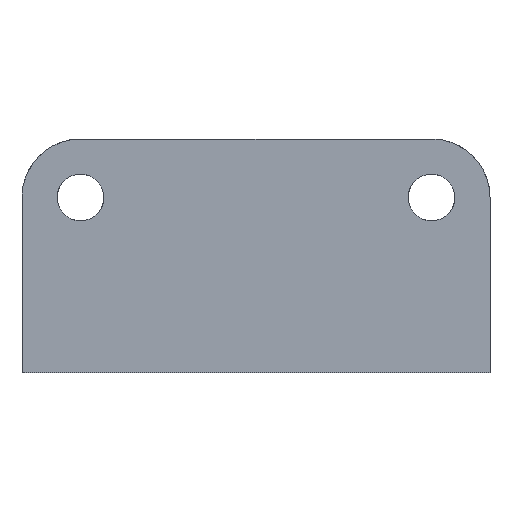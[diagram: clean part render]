
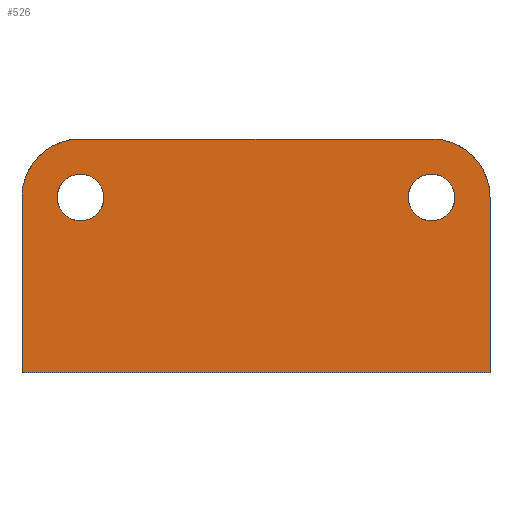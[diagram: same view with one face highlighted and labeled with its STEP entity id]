
A CAD part, front view. The second image highlights one B-rep face of the part: STEP entity #526.
In plain terms, the highlighted free-form (B-spline) face has degree [1, 1] with [2, 2] control points.
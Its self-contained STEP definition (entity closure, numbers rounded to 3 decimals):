
#22 = VERTEX_POINT('',#23);
#23 = CARTESIAN_POINT('',(-37.82,0.,17.649));
#41 = VERTEX_POINT('',#42);
#42 = CARTESIAN_POINT('',(-37.82,0.,7.564));
#47 = EDGE_CURVE('',#22,#41,#48,.T.);
#48 = ( BOUNDED_CURVE() B_SPLINE_CURVE(2,(#49,#50,#51,#52,#53),
.UNSPECIFIED.,.F.,.F.) B_SPLINE_CURVE_WITH_KNOTS((3,2,3),(3.142,
4.712,6.283),.PIECEWISE_BEZIER_KNOTS.) CURVE() 
GEOMETRIC_REPRESENTATION_ITEM() RATIONAL_B_SPLINE_CURVE((1.,
0.707,1.,0.707,1.)) REPRESENTATION_ITEM('') );
#49 = CARTESIAN_POINT('',(-37.82,0.,17.649));
#50 = CARTESIAN_POINT('',(-42.863,0.,17.649));
#51 = CARTESIAN_POINT('',(-42.863,0.,12.607));
#52 = CARTESIAN_POINT('',(-42.863,0.,7.564));
#53 = CARTESIAN_POINT('',(-37.82,0.,7.564));
#70 = VERTEX_POINT('',#71);
#71 = CARTESIAN_POINT('',(37.82,0.,17.649));
#89 = VERTEX_POINT('',#90);
#90 = CARTESIAN_POINT('',(37.82,0.,7.564));
#95 = EDGE_CURVE('',#70,#89,#96,.T.);
#96 = ( BOUNDED_CURVE() B_SPLINE_CURVE(2,(#97,#98,#99,#100,#101),
.UNSPECIFIED.,.F.,.F.) B_SPLINE_CURVE_WITH_KNOTS((3,2,3),(3.142,
4.712,6.283),.PIECEWISE_BEZIER_KNOTS.) CURVE() 
GEOMETRIC_REPRESENTATION_ITEM() RATIONAL_B_SPLINE_CURVE((1.,
0.707,1.,0.707,1.)) REPRESENTATION_ITEM('') );
#97 = CARTESIAN_POINT('',(37.82,0.,17.649));
#98 = CARTESIAN_POINT('',(32.777,0.,17.649));
#99 = CARTESIAN_POINT('',(32.777,0.,12.607));
#100 = CARTESIAN_POINT('',(32.777,0.,7.564));
#101 = CARTESIAN_POINT('',(37.82,0.,7.564));
#358 = VERTEX_POINT('',#359);
#359 = CARTESIAN_POINT('',(-50.427,0.,-25.213));
#364 = EDGE_CURVE('',#358,#365,#367,.T.);
#365 = VERTEX_POINT('',#366);
#366 = CARTESIAN_POINT('',(-50.427,0.,12.607));
#367 = B_SPLINE_CURVE_WITH_KNOTS('',1,(#368,#369),.UNSPECIFIED.,.F.,.F.,
  (2,2),(0.,30.),.PIECEWISE_BEZIER_KNOTS.);
#368 = CARTESIAN_POINT('',(-50.427,0.,-25.213));
#369 = CARTESIAN_POINT('',(-50.427,0.,12.607));
#385 = EDGE_CURVE('',#386,#388,#390,.T.);
#386 = VERTEX_POINT('',#387);
#387 = CARTESIAN_POINT('',(-37.82,0.,25.213));
#388 = VERTEX_POINT('',#389);
#389 = CARTESIAN_POINT('',(37.82,0.,25.213));
#390 = B_SPLINE_CURVE_WITH_KNOTS('',1,(#391,#392),.UNSPECIFIED.,.F.,.F.,
  (2,2),(-70.,-10.),.PIECEWISE_BEZIER_KNOTS.);
#391 = CARTESIAN_POINT('',(-37.82,0.,25.213));
#392 = CARTESIAN_POINT('',(37.82,0.,25.213));
#416 = VERTEX_POINT('',#417);
#417 = CARTESIAN_POINT('',(50.427,0.,-25.213));
#436 = VERTEX_POINT('',#437);
#437 = CARTESIAN_POINT('',(50.427,0.,12.607));
#442 = EDGE_CURVE('',#436,#416,#443,.T.);
#443 = B_SPLINE_CURVE_WITH_KNOTS('',1,(#444,#445),.UNSPECIFIED.,.F.,.F.,
  (2,2),(-30.,-0.),.PIECEWISE_BEZIER_KNOTS.);
#444 = CARTESIAN_POINT('',(50.427,0.,12.607));
#445 = CARTESIAN_POINT('',(50.427,0.,-25.213));
#517 = EDGE_CURVE('',#416,#358,#518,.T.);
#518 = B_SPLINE_CURVE_WITH_KNOTS('',1,(#519,#520),.UNSPECIFIED.,.F.,.F.,
  (2,2),(0.,80.),.PIECEWISE_BEZIER_KNOTS.);
#519 = CARTESIAN_POINT('',(50.427,0.,-25.213));
#520 = CARTESIAN_POINT('',(-50.427,0.,-25.213));
#526 = ADVANCED_FACE('',(#527,#538,#549),#567,.T.);
#527 = FACE_BOUND('',#528,.T.);
#528 = EDGE_LOOP('',(#529,#530));
#529 = ORIENTED_EDGE('',*,*,#47,.F.);
#530 = ORIENTED_EDGE('',*,*,#531,.F.);
#531 = EDGE_CURVE('',#41,#22,#532,.T.);
#532 = ( BOUNDED_CURVE() B_SPLINE_CURVE(2,(#533,#534,#535,#536,#537),
.UNSPECIFIED.,.F.,.F.) B_SPLINE_CURVE_WITH_KNOTS((3,2,3),(0.,
1.571,3.142),.PIECEWISE_BEZIER_KNOTS.) CURVE() 
GEOMETRIC_REPRESENTATION_ITEM() RATIONAL_B_SPLINE_CURVE((1.,
0.707,1.,0.707,1.)) REPRESENTATION_ITEM('') );
#533 = CARTESIAN_POINT('',(-37.82,0.,7.564));
#534 = CARTESIAN_POINT('',(-32.777,0.,7.564));
#535 = CARTESIAN_POINT('',(-32.777,0.,12.607));
#536 = CARTESIAN_POINT('',(-32.777,0.,17.649));
#537 = CARTESIAN_POINT('',(-37.82,0.,17.649));
#538 = FACE_BOUND('',#539,.T.);
#539 = EDGE_LOOP('',(#540,#541));
#540 = ORIENTED_EDGE('',*,*,#95,.F.);
#541 = ORIENTED_EDGE('',*,*,#542,.F.);
#542 = EDGE_CURVE('',#89,#70,#543,.T.);
#543 = ( BOUNDED_CURVE() B_SPLINE_CURVE(2,(#544,#545,#546,#547,#548),
.UNSPECIFIED.,.F.,.F.) B_SPLINE_CURVE_WITH_KNOTS((3,2,3),(0.,
1.571,3.142),.PIECEWISE_BEZIER_KNOTS.) CURVE() 
GEOMETRIC_REPRESENTATION_ITEM() RATIONAL_B_SPLINE_CURVE((1.,
0.707,1.,0.707,1.)) REPRESENTATION_ITEM('') );
#544 = CARTESIAN_POINT('',(37.82,0.,7.564));
#545 = CARTESIAN_POINT('',(42.863,0.,7.564));
#546 = CARTESIAN_POINT('',(42.863,0.,12.607));
#547 = CARTESIAN_POINT('',(42.863,0.,17.649));
#548 = CARTESIAN_POINT('',(37.82,0.,17.649));
#549 = FACE_BOUND('',#550,.T.);
#550 = EDGE_LOOP('',(#551,#552,#558,#559,#565,#566));
#551 = ORIENTED_EDGE('',*,*,#442,.F.);
#552 = ORIENTED_EDGE('',*,*,#553,.T.);
#553 = EDGE_CURVE('',#436,#388,#554,.T.);
#554 = ( BOUNDED_CURVE() B_SPLINE_CURVE(2,(#555,#556,#557),
.UNSPECIFIED.,.F.,.F.) B_SPLINE_CURVE_WITH_KNOTS((3,3),(1.571,
3.142),.PIECEWISE_BEZIER_KNOTS.) CURVE() 
GEOMETRIC_REPRESENTATION_ITEM() RATIONAL_B_SPLINE_CURVE((1.,
0.707,1.)) REPRESENTATION_ITEM('') );
#555 = CARTESIAN_POINT('',(50.427,0.,12.607));
#556 = CARTESIAN_POINT('',(50.427,0.,25.213));
#557 = CARTESIAN_POINT('',(37.82,0.,25.213));
#558 = ORIENTED_EDGE('',*,*,#385,.F.);
#559 = ORIENTED_EDGE('',*,*,#560,.T.);
#560 = EDGE_CURVE('',#386,#365,#561,.T.);
#561 = ( BOUNDED_CURVE() B_SPLINE_CURVE(2,(#562,#563,#564),
.UNSPECIFIED.,.F.,.F.) B_SPLINE_CURVE_WITH_KNOTS((3,3),(3.142,
4.712),.PIECEWISE_BEZIER_KNOTS.) CURVE() 
GEOMETRIC_REPRESENTATION_ITEM() RATIONAL_B_SPLINE_CURVE((1.,
0.707,1.)) REPRESENTATION_ITEM('') );
#562 = CARTESIAN_POINT('',(-37.82,0.,25.213));
#563 = CARTESIAN_POINT('',(-50.427,0.,25.213));
#564 = CARTESIAN_POINT('',(-50.427,0.,12.607));
#565 = ORIENTED_EDGE('',*,*,#364,.F.);
#566 = ORIENTED_EDGE('',*,*,#517,.F.);
#567 = B_SPLINE_SURFACE_WITH_KNOTS('',1,1,(
    (#568,#569)
    ,(#570,#571
    )),.UNSPECIFIED.,.F.,.F.,.F.,(2,2),(2,2),(-20.,20.),(-40.,40.),
  .PIECEWISE_BEZIER_KNOTS.);
#568 = CARTESIAN_POINT('',(-50.427,0.,25.213));
#569 = CARTESIAN_POINT('',(50.427,0.,25.213));
#570 = CARTESIAN_POINT('',(-50.427,0.,-25.213));
#571 = CARTESIAN_POINT('',(50.427,0.,-25.213));
